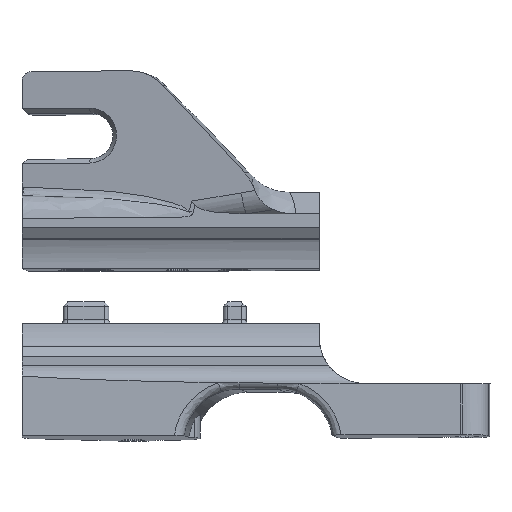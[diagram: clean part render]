
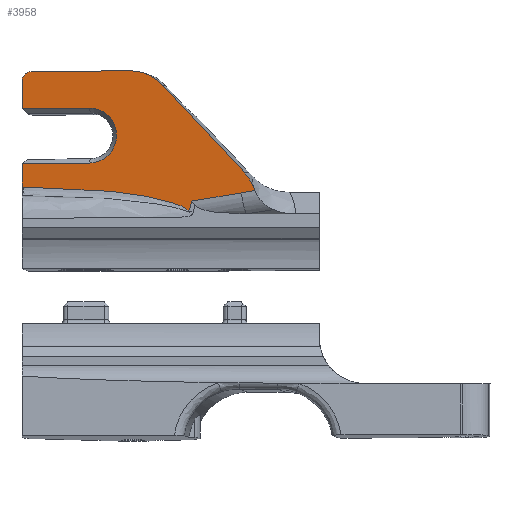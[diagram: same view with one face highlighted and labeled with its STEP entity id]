
A CAD part, left-side view. The second image highlights one B-rep face of the part: STEP entity #3958.
In plain terms, the highlighted planar face has unit normal (-0.983, 0.174, 0.058).
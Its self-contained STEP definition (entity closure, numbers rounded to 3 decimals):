
#82=ELLIPSE('',#4241,40.311,7.);
#84=ELLIPSE('',#4270,40.311,7.);
#168=B_SPLINE_CURVE_WITH_KNOTS('',3,(#6464,#6465,#6466,#6467,#6468,#6469,
#6470),.UNSPECIFIED.,.F.,.F.,(4,3,4),(0.175,0.245,
0.27),.UNSPECIFIED.);
#169=B_SPLINE_CURVE_WITH_KNOTS('',3,(#6492,#6493,#6494,#6495,#6496,#6497,
#6498,#6499,#6500,#6501,#6502,#6503,#6504,#6505,#6506,#6507,#6508,#6509,
#6510),.UNSPECIFIED.,.F.,.F.,(4,3,3,3,3,3,4),(0.,0.075,0.151,
0.193,0.268,0.343,0.389),
 .UNSPECIFIED.);
#378=CIRCLE('',#4249,10.);
#379=CIRCLE('',#4253,6.);
#383=CIRCLE('',#4266,2.);
#586=FACE_OUTER_BOUND('',#839,.T.);
#839=EDGE_LOOP('',(#2972,#2973,#2974,#2975,#2976,#2977,#2978,#2979,#2980,
#2981,#2982,#2983,#2984,#2985,#2986,#2987));
#1095=LINE('',#6101,#1393);
#1102=LINE('',#6191,#1400);
#1103=LINE('',#6198,#1401);
#1104=LINE('',#6427,#1402);
#1106=LINE('',#6519,#1404);
#1116=LINE('',#6550,#1414);
#1130=LINE('',#6581,#1428);
#1132=LINE('',#6648,#1430);
#1133=LINE('',#6649,#1431);
#1393=VECTOR('',#4832,10.);
#1400=VECTOR('',#4855,10.);
#1401=VECTOR('',#4858,10.);
#1402=VECTOR('',#4869,10.);
#1404=VECTOR('',#4873,10.);
#1414=VECTOR('',#4901,10.);
#1428=VECTOR('',#4933,10.);
#1430=VECTOR('',#4949,10.);
#1431=VECTOR('',#4950,10.);
#1702=VERTEX_POINT('',#6097);
#1704=VERTEX_POINT('',#6100);
#1713=VERTEX_POINT('',#6188);
#1714=VERTEX_POINT('',#6190);
#1715=VERTEX_POINT('',#6197);
#1716=VERTEX_POINT('',#6242);
#1718=VERTEX_POINT('',#6256);
#1720=VERTEX_POINT('',#6458);
#1721=VERTEX_POINT('',#6491);
#1722=VERTEX_POINT('',#6517);
#1730=VERTEX_POINT('',#6538);
#1731=VERTEX_POINT('',#6540);
#1733=VERTEX_POINT('',#6546);
#1742=VERTEX_POINT('',#6578);
#1745=VERTEX_POINT('',#6638);
#1746=VERTEX_POINT('',#6647);
#2122=EDGE_CURVE('',#1702,#1704,#1095,.T.);
#2139=EDGE_CURVE('',#1713,#1714,#1102,.T.);
#2141=EDGE_CURVE('',#1715,#1713,#1103,.T.);
#2144=EDGE_CURVE('',#1716,#1718,#82,.T.);
#2150=EDGE_CURVE('',#1714,#1716,#1104,.T.);
#2152=EDGE_CURVE('',#1720,#1715,#168,.T.);
#2153=EDGE_CURVE('',#1721,#1720,#169,.T.);
#2156=EDGE_CURVE('',#1721,#1722,#1106,.T.);
#2158=EDGE_CURVE('',#1704,#1722,#378,.T.);
#2166=EDGE_CURVE('',#1730,#1731,#379,.T.);
#2171=EDGE_CURVE('',#1731,#1733,#1116,.T.);
#2187=EDGE_CURVE('',#1733,#1742,#1130,.T.);
#2188=EDGE_CURVE('',#1742,#1702,#383,.T.);
#2194=EDGE_CURVE('',#1718,#1745,#84,.T.);
#2195=EDGE_CURVE('',#1745,#1746,#1132,.T.);
#2196=EDGE_CURVE('',#1746,#1730,#1133,.T.);
#2972=ORIENTED_EDGE('',*,*,#2195,.F.);
#2973=ORIENTED_EDGE('',*,*,#2194,.F.);
#2974=ORIENTED_EDGE('',*,*,#2144,.F.);
#2975=ORIENTED_EDGE('',*,*,#2150,.F.);
#2976=ORIENTED_EDGE('',*,*,#2139,.F.);
#2977=ORIENTED_EDGE('',*,*,#2141,.F.);
#2978=ORIENTED_EDGE('',*,*,#2152,.F.);
#2979=ORIENTED_EDGE('',*,*,#2153,.F.);
#2980=ORIENTED_EDGE('',*,*,#2156,.T.);
#2981=ORIENTED_EDGE('',*,*,#2158,.F.);
#2982=ORIENTED_EDGE('',*,*,#2122,.F.);
#2983=ORIENTED_EDGE('',*,*,#2188,.F.);
#2984=ORIENTED_EDGE('',*,*,#2187,.F.);
#2985=ORIENTED_EDGE('',*,*,#2171,.F.);
#2986=ORIENTED_EDGE('',*,*,#2166,.F.);
#2987=ORIENTED_EDGE('',*,*,#2196,.F.);
#3815=PLANE('',#4271);
#3958=ADVANCED_FACE('',(#586),#3815,.F.);
#4241=AXIS2_PLACEMENT_3D('',#6257,#4859,#4860);
#4249=AXIS2_PLACEMENT_3D('',#6522,#4878,#4879);
#4253=AXIS2_PLACEMENT_3D('',#6541,#4892,#4893);
#4266=AXIS2_PLACEMENT_3D('',#6583,#4936,#4937);
#4270=AXIS2_PLACEMENT_3D('',#6645,#4945,#4946);
#4271=AXIS2_PLACEMENT_3D('',#6646,#4947,#4948);
#4832=DIRECTION('',(-0.173,-0.985,0.01));
#4855=DIRECTION('',(0.162,0.974,-0.16));
#4858=DIRECTION('',(0.162,0.974,-0.16));
#4859=DIRECTION('center_axis',(-0.983,0.174,0.058));
#4860=DIRECTION('ref_axis',(-0.173,-0.985,0.01));
#4869=DIRECTION('',(-0.017,0.229,-0.973));
#4873=DIRECTION('',(0.162,0.677,0.718));
#4878=DIRECTION('center_axis',(0.983,-0.174,-0.058));
#4879=DIRECTION('ref_axis',(-0.014,-0.39,0.921));
#4892=DIRECTION('center_axis',(-0.983,0.174,0.058));
#4893=DIRECTION('ref_axis',(0.059,0.,0.998));
#4901=DIRECTION('',(0.173,0.985,-0.01));
#4933=DIRECTION('',(0.059,0.,0.998));
#4936=DIRECTION('center_axis',(0.983,-0.174,-0.058));
#4937=DIRECTION('ref_axis',(0.165,0.696,0.699));
#4945=DIRECTION('center_axis',(-0.983,0.174,0.058));
#4946=DIRECTION('ref_axis',(-0.173,-0.985,0.01));
#4947=DIRECTION('center_axis',(0.983,-0.174,-0.058));
#4948=DIRECTION('ref_axis',(-0.173,-0.985,0.01));
#4949=DIRECTION('',(0.059,0.,0.998));
#4950=DIRECTION('',(-0.173,-0.985,0.01));
#6097=CARTESIAN_POINT('',(17.066,48.03,43.197));
#6100=CARTESIAN_POINT('',(13.292,26.587,43.421));
#6101=CARTESIAN_POINT('',(16.95,47.371,43.204));
#6188=CARTESIAN_POINT('',(7.372,2.054,16.718));
#6190=CARTESIAN_POINT('',(9.185,12.919,14.928));
#6191=CARTESIAN_POINT('',(10.871,23.025,13.262));
#6197=CARTESIAN_POINT('',(6.878,-0.909,17.207));
#6198=CARTESIAN_POINT('',(10.871,23.025,13.262));
#6242=CARTESIAN_POINT('',(9.146,13.43,12.751));
#6256=CARTESIAN_POINT('',(15.855,49.653,17.987));
#6257=CARTESIAN_POINT('Origin',(15.92,52.374,10.987));
#6427=CARTESIAN_POINT('',(9.328,11.041,22.93));
#6458=CARTESIAN_POINT('',(6.994,-0.545,18.084));
#6464=CARTESIAN_POINT('Ctrl Pts',(6.992,-0.545,18.084));
#6465=CARTESIAN_POINT('Ctrl Pts',(6.964,-0.629,17.866));
#6466=CARTESIAN_POINT('Ctrl Pts',(6.936,-0.718,17.65));
#6467=CARTESIAN_POINT('Ctrl Pts',(6.907,-0.81,17.435));
#6468=CARTESIAN_POINT('Ctrl Pts',(6.897,-0.843,17.359));
#6469=CARTESIAN_POINT('Ctrl Pts',(6.886,-0.876,17.283));
#6470=CARTESIAN_POINT('Ctrl Pts',(6.876,-0.91,17.207));
#6491=CARTESIAN_POINT('',(7.545,1.485,21.318));
#6492=CARTESIAN_POINT('Ctrl Pts',(7.545,1.485,21.318));
#6493=CARTESIAN_POINT('Ctrl Pts',(7.504,1.316,21.139));
#6494=CARTESIAN_POINT('Ctrl Pts',(7.465,1.154,20.953));
#6495=CARTESIAN_POINT('Ctrl Pts',(7.426,0.999,20.761));
#6496=CARTESIAN_POINT('Ctrl Pts',(7.387,0.843,20.568));
#6497=CARTESIAN_POINT('Ctrl Pts',(7.348,0.693,20.368));
#6498=CARTESIAN_POINT('Ctrl Pts',(7.311,0.552,20.162));
#6499=CARTESIAN_POINT('Ctrl Pts',(7.291,0.473,20.048));
#6500=CARTESIAN_POINT('Ctrl Pts',(7.27,0.397,19.933));
#6501=CARTESIAN_POINT('Ctrl Pts',(7.25,0.323,19.816));
#6502=CARTESIAN_POINT('Ctrl Pts',(7.214,0.19,19.605));
#6503=CARTESIAN_POINT('Ctrl Pts',(7.179,0.066,19.39));
#6504=CARTESIAN_POINT('Ctrl Pts',(7.146,-0.051,
19.17));
#6505=CARTESIAN_POINT('Ctrl Pts',(7.112,-0.167,18.95));
#6506=CARTESIAN_POINT('Ctrl Pts',(7.08,-0.275,18.726));
#6507=CARTESIAN_POINT('Ctrl Pts',(7.049,-0.375,18.498));
#6508=CARTESIAN_POINT('Ctrl Pts',(7.03,-0.434,18.362));
#6509=CARTESIAN_POINT('Ctrl Pts',(7.012,-0.491,18.224));
#6510=CARTESIAN_POINT('Ctrl Pts',(6.994,-0.545,18.084));
#6517=CARTESIAN_POINT('',(11.847,19.431,40.371));
#6519=CARTESIAN_POINT('',(11.431,17.699,38.532));
#6522=CARTESIAN_POINT('Origin',(12.699,26.587,33.439));
#6538=CARTESIAN_POINT('',(13.619,35.228,23.233));
#6540=CARTESIAN_POINT('',(14.33,35.228,35.212));
#6541=CARTESIAN_POINT('Origin',(13.975,35.228,29.223));
#6546=CARTESIAN_POINT('',(16.931,50.,35.058));
#6550=CARTESIAN_POINT('',(17.64,54.031,35.015));
#6578=CARTESIAN_POINT('',(17.294,50.,41.18));
#6581=CARTESIAN_POINT('',(16.566,50.,28.918));
#6583=CARTESIAN_POINT('Origin',(16.948,48.03,41.2));
#6638=CARTESIAN_POINT('',(15.913,49.981,17.987));
#6645=CARTESIAN_POINT('Origin',(15.92,52.374,10.987));
#6646=CARTESIAN_POINT('Origin',(17.413,50.,43.176));
#6647=CARTESIAN_POINT('',(16.216,49.981,23.079));
#6648=CARTESIAN_POINT('',(16.562,49.981,28.918));
#6649=CARTESIAN_POINT('',(14.919,42.614,23.156));
